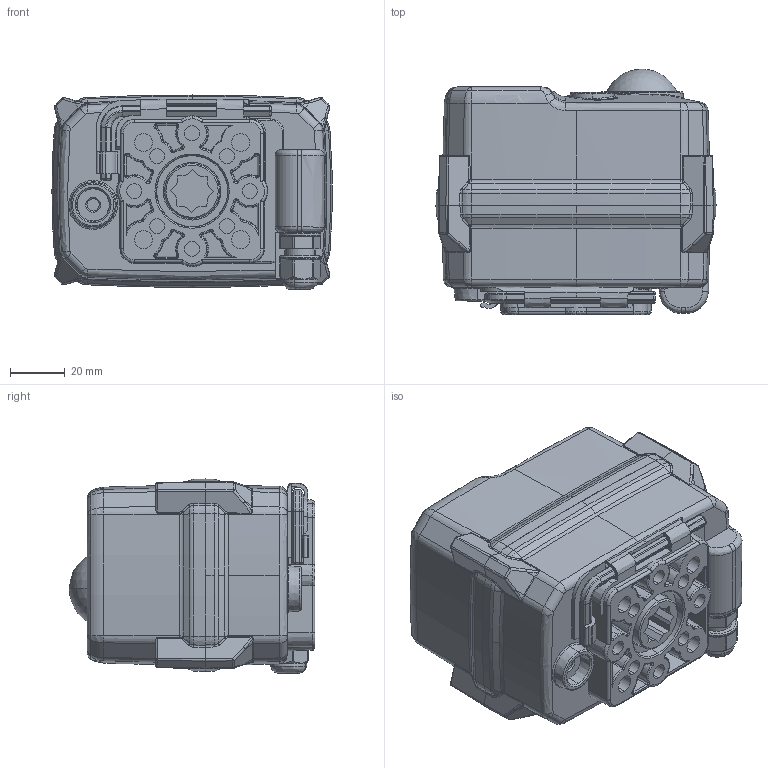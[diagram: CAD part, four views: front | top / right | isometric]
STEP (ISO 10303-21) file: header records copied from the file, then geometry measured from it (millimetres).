
FILE_DESCRIPTION(('FreeCAD Model'),'2;1');
FILE_NAME( 'AVA 3D Basic 20.STEP', '2021-09-20T16:12:23',('Author'),(''), 'Open CASCADE STEP processor 7.3','FreeCAD','Unknown');
FILE_SCHEMA(('AUTOMOTIVE_DESIGN { 1 0 10303 214 1 1 1 1 }'));
Length unit declared in the file: millimetre
Products named in the file (15): 20_Series; Output_Drive; Manual_Override; Override_Clip; Indicator_1; Indicator_2; Dome; Indicator_Cover; Manual_Override_Seal; Override_Seal_Internal; 20_Base_Housing; Allen_Key; Allen_Clip; M12_Gland; 20_Top_Housing
Assembly tree (14 placements, depth 2):
  20_Series
    Output_Drive
    Manual_Override
    Override_Clip
    Indicator_1
    Indicator_2
    Dome
    Indicator_Cover
    Manual_Override_Seal
    Override_Seal_Internal
    20_Base_Housing
    Allen_Key
    Allen_Clip
    M12_Gland
    20_Top_Housing
Bounding box: 101.88 x 89.32 x 70.57 mm (x, y, z)
Volume: 132359.2 mm3; surface area: 95478.2 mm2
Topology: 14 solids, 14 shells, 2009 faces, 5089 edges, 3150 vertices
Faces by surface type: bspline 573, plane 524, cylinder 494, cone 296, torus 72, sphere 30, revolution 20
Entity records: 224904 total; most frequent: CARTESIAN_POINT 133255, DIRECTION 14440, ORIENTED_EDGE 10102, PCURVE 10102, DEFINITIONAL_REPRESENTATION 10102, LINE 7067, VECTOR 7067, EDGE_CURVE 5051
